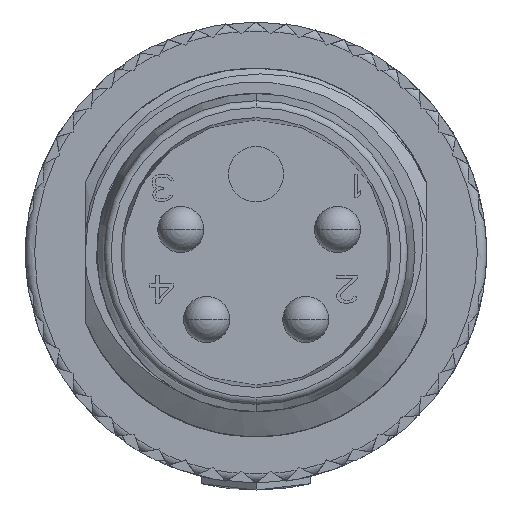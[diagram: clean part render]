
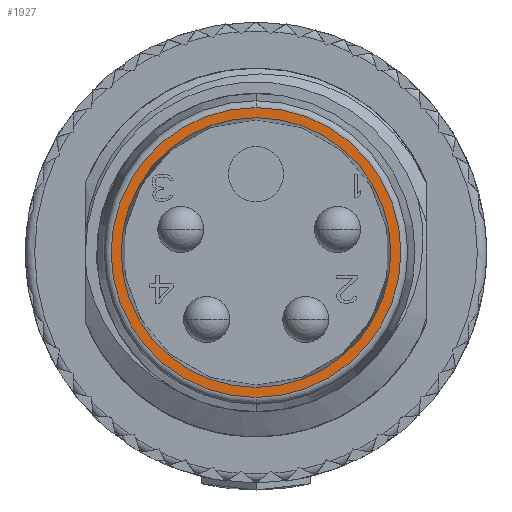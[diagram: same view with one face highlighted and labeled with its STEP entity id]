
A CAD part, front view. The second image highlights one B-rep face of the part: STEP entity #1927.
In plain terms, the highlighted planar face has unit normal (0, -1, 0).
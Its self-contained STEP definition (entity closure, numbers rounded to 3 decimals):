
#1927=ADVANCED_FACE('',(#5354,#5355),#5356,.T.);
#2759=EDGE_CURVE('',#6622,#6623,#6624,.T.);
#2765=EDGE_CURVE('',#6622,#6623,#6630,.T.);
#2767=EDGE_CURVE('',#6632,#6633,#6634,.T.);
#2769=EDGE_CURVE('',#6632,#6633,#6636,.T.);
#5354=FACE_OUTER_BOUND('',#10064,.T.);
#5355=FACE_BOUND('',#10065,.T.);
#5356=PLANE('',#10066);
#6622=VERTEX_POINT('',#13884);
#6623=VERTEX_POINT('',#13885);
#6624=CIRCLE('',#13886,2.925);
#6630=CIRCLE('',#13897,2.925);
#6632=VERTEX_POINT('',#13900);
#6633=VERTEX_POINT('',#13901);
#6634=CIRCLE('',#13902,3.143);
#6636=CIRCLE('',#13905,3.143);
#10064=EDGE_LOOP('',(#27907,#27908));
#10065=EDGE_LOOP('',(#27909,#27910));
#10066=AXIS2_PLACEMENT_3D('',#27911,#27912,#27913);
#13884=CARTESIAN_POINT('',(0.0,-12.8,2.925));
#13885=CARTESIAN_POINT('',(0.0,-12.8,-2.925));
#13886=AXIS2_PLACEMENT_3D('',#30662,#30663,#30664);
#13897=AXIS2_PLACEMENT_3D('',#30667,#30668,#30669);
#13900=CARTESIAN_POINT('',(0.0,-12.8,3.143));
#13901=CARTESIAN_POINT('',(0.0,-12.8,-3.143));
#13902=AXIS2_PLACEMENT_3D('',#30670,#30671,#30672);
#13905=AXIS2_PLACEMENT_3D('',#30673,#30674,#30675);
#27907=ORIENTED_EDGE('',*,*,#2767,.F.);
#27908=ORIENTED_EDGE('',*,*,#2769,.T.);
#27909=ORIENTED_EDGE('',*,*,#2759,.F.);
#27910=ORIENTED_EDGE('',*,*,#2765,.T.);
#27911=CARTESIAN_POINT('',(0.0,-12.8,0.0));
#27912=DIRECTION('',(0.0,-1.0,0.0));
#27913=DIRECTION('',(0.0,0.0,-1.0));
#30662=CARTESIAN_POINT('',(0.0,-12.8,0.0));
#30663=DIRECTION('',(0.0,-1.0,0.0));
#30664=DIRECTION('',(0.0,0.0,1.0));
#30667=CARTESIAN_POINT('',(0.0,-12.8,0.0));
#30668=DIRECTION('',(0.0,1.0,0.0));
#30669=DIRECTION('',(0.0,0.0,1.0));
#30670=CARTESIAN_POINT('',(0.0,-12.8,0.0));
#30671=DIRECTION('',(0.0,1.0,0.0));
#30672=DIRECTION('',(0.0,0.0,1.0));
#30673=CARTESIAN_POINT('',(0.0,-12.8,0.0));
#30674=DIRECTION('',(0.0,-1.0,0.0));
#30675=DIRECTION('',(0.0,0.0,1.0));
